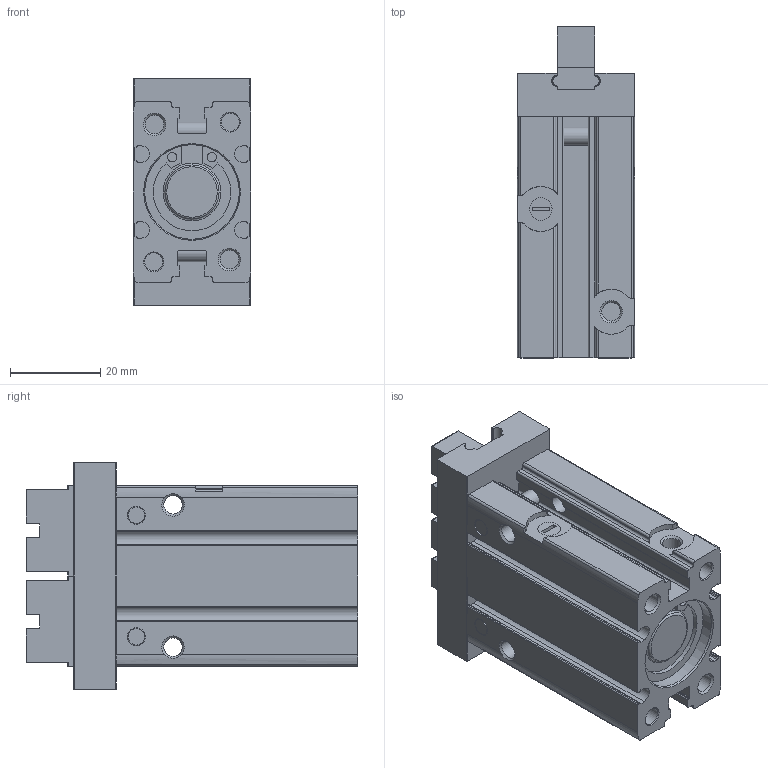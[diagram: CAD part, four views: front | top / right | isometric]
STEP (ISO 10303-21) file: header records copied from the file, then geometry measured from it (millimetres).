
FILE_DESCRIPTION(/* description */ ('STEP AP214'),/* implementation_level */ '2;1');
FILE_NAME(/* name */ '8116831_DHPC-20-A-NC-S-2',/* time_stamp */ '2024-08-19T18:18:15+02:00',/* author */ ('License CC BY-ND 4.0'),/* organization */ ('CADENAS'),/* preprocessor_version */ 'ST-DEVELOPER v19.3',/* originating_system */ 'PARTsolutions',/* authorisation */ ' ');
FILE_SCHEMA (('AUTOMOTIVE_DESIGN {1 0 10303 214 3 1 1}'));
Length unit declared in the file: millimetre
Products named in the file (4): 8116831 DHPC-20-A-NC-S-2---(1high); 8116731 DHPC-20-A-NC-S-2---(highG); 8111964 DHPC-20-A-2---(high); 340115 M5-ADVU
Assembly tree (4 placements, depth 2):
  8116831 DHPC-20-A-NC-S-2---(1high)
    8116731 DHPC-20-A-NC-S-2---(highG)
    8111964 DHPC-20-A-2---(high)  x2
    340115 M5-ADVU
Bounding box: 26 x 73.6 x 50.2 mm (x, y, z)
Volume: 60010.2 mm3; surface area: 19681 mm2
Topology: 4 solids, 4 shells, 478 faces, 1252 edges, 812 vertices
Faces by surface type: plane 242, cylinder 198, cone 30, torus 8
Full cylindrical faces by diameter (mm): 2 x2, 2.5 x1, 3.242 x4, 3.95 x1, 4 x10, 4.134 x10, 5 x1, 5.5 x4, 6.5 x4, 21 x1
Entity records: 12265 total; most frequent: CARTESIAN_POINT 2248, DIRECTION 2118, ORIENTED_EDGE 1962, EDGE_CURVE 981, AXIS2_PLACEMENT_3D 775, VERTEX_POINT 677, LINE 568, VECTOR 568
